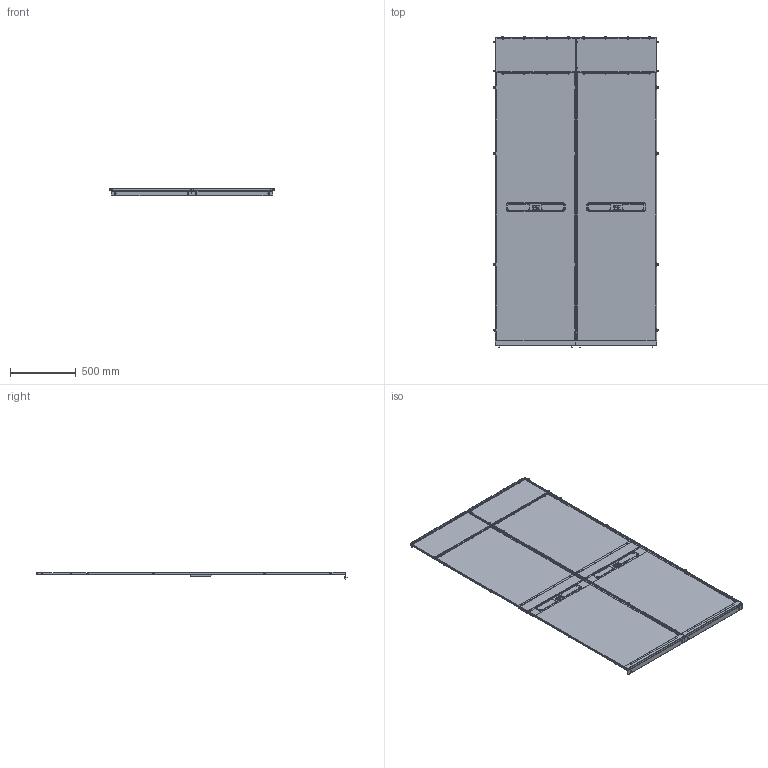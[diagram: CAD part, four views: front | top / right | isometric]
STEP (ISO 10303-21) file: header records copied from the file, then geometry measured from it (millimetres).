
FILE_DESCRIPTION (( 'STEP AP203' ), '1' );
FILE_NAME ('ITK DATAROW Ïàíåëü òîðö. âõ. ãð. 48U 1200 ÷åð. (2øò êîìïë).STEP', '2024-12-18T10:36:29', ( '' ), ( '' ), 'SwSTEP 2.0', 'SolidWorks 2022', '' );
FILE_SCHEMA (( 'CONFIG_CONTROL_DESIGN' ));
Length unit declared in the file: millimetre
Products named in the file (10): ITK DATAROW Панель торц. вх. гр. 48U 1200 чер. (2шт компл); АГИЕ 282.05.00.005_00; АГИЕ 282.05.00.001_00; Болты с шестигранной головкой (повышенной точности) ГОСТ 7805_М6х16; АГИЕ 282.05.00.004_-01; АГИЕ 282.05.00.005_-01; АГИЕ 282.05.00.002_-05; Гайка DIN 934_М 6; АГИЕ 282.05.01.000_00; АГИЕ 282.05.00.003_-02
Assembly tree (83 placements, depth 3):
  ITK DATAROW Панель торц. вх. гр. 48U 1200 чер. (2шт компл)
    АГИЕ 282.05.01.000_00  x2
      АГИЕ 282.05.00.001_00
      АГИЕ 282.05.00.002_-05
      АГИЕ 282.05.00.003_-02
    Болты с шестигранной головкой (повышенной точности) ГОСТ 7805_М6х16  x38
    Гайка DIN 934_М 6  x34
    АГИЕ 282.05.00.005_00  x2
    АГИЕ 282.05.00.005_-01  x2
    АГИЕ 282.05.00.004_-01  x2
Bounding box: 1256.4 x 2358.5 x 56.2 mm (x, y, z)
Volume: 4571050 mm3; surface area: 7632017.4 mm2
Topology: 84 solids, 84 shells, 3414 faces, 8050 edges, 4778 vertices
Faces by surface type: plane 1694, cylinder 928, cone 424, torus 226, sphere 114, bspline 28
Entity records: 35278 total; most frequent: CARTESIAN_POINT 6160, DIRECTION 5790, ORIENTED_EDGE 5164, EDGE_CURVE 2582, AXIS2_PLACEMENT_3D 2098, VECTOR 1594, LINE 1594, VERTEX_POINT 1508
